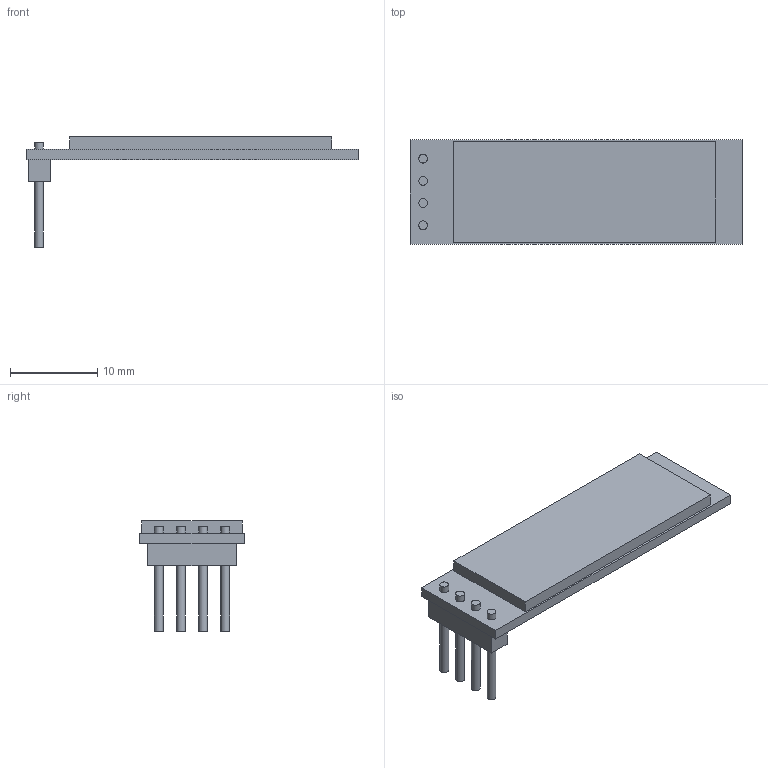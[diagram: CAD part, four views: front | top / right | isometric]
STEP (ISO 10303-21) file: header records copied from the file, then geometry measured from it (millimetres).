
FILE_DESCRIPTION(('FreeCAD Model'),'2;1');
FILE_NAME('OLED092_display.step','2021-02-02T14:03:39',('Author'),(''), 'Open CASCADE STEP processor 7.3','FreeCAD','Unknown');
FILE_SCHEMA(('AUTOMOTIVE_DESIGN { 1 0 10303 214 1 1 1 1 }'));
Length unit declared in the file: millimetre
Products named in the file (1): Pad003
Bounding box: 38 x 12 x 12.6 mm (x, y, z)
Volume: 1121.7 mm3; surface area: 1316.5 mm2
Topology: 1 solids, 1 shells, 32 faces, 60 edges, 40 vertices
Faces by surface type: plane 24, cylinder 8
Full cylindrical faces by diameter (mm): 1 x8
Entity records: 1830 total; most frequent: CARTESIAN_POINT 277, DIRECTION 258, LINE 148, VECTOR 148, ORIENTED_EDGE 120, PCURVE 120, DEFINITIONAL_REPRESENTATION 120, EDGE_CURVE 60
